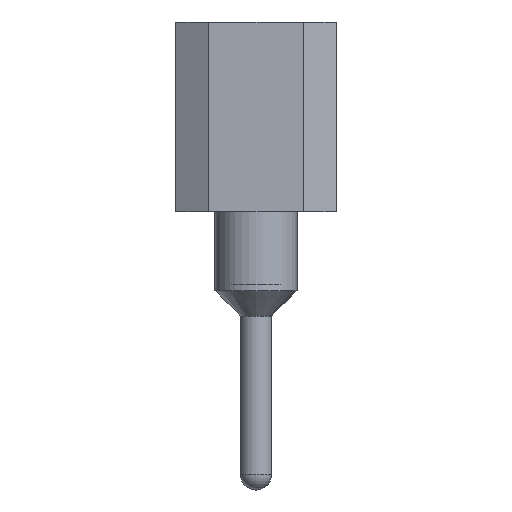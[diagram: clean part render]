
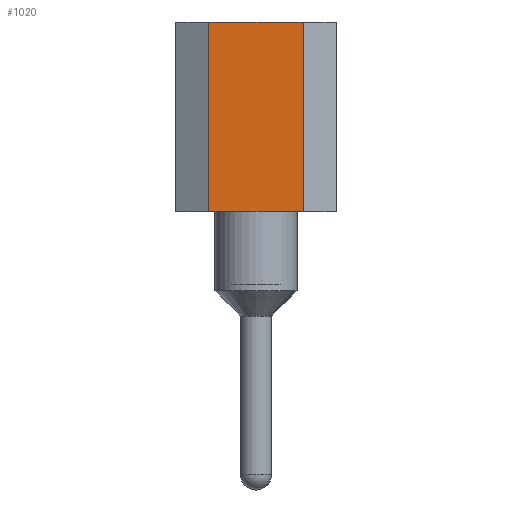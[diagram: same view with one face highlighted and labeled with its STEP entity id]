
A CAD part, left-side view. The second image highlights one B-rep face of the part: STEP entity #1020.
In plain terms, the highlighted planar face has unit normal (-1, 0, 0).
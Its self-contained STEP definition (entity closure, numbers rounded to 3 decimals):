
#1020=ADVANCED_FACE('',(#9782),#9784,.T.);
#9782=FACE_BOUND('',#9783,.T.);
#9783=EDGE_LOOP('',(#17047,#17048,#17049,#17050));
#9784=PLANE('',#9785);
#9785=AXIS2_PLACEMENT_3D('',#9786,#9787,#9788);
#9786=CARTESIAN_POINT('',(-1.27,0.75,1.65));
#9787=DIRECTION('',(-1.,0.,0.));
#9788=DIRECTION('',(0.,-1.,0.));
#17047=ORIENTED_EDGE('',*,*,#20698,.T.);
#17048=ORIENTED_EDGE('',*,*,#20864,.T.);
#17049=ORIENTED_EDGE('',*,*,#20495,.F.);
#17050=ORIENTED_EDGE('',*,*,#20863,.F.);
#20495=EDGE_CURVE('',#22488,#22490,#22491,.T.);
#20698=EDGE_CURVE('',#22896,#22894,#22897,.T.);
#20863=EDGE_CURVE('',#22896,#22488,#23221,.T.);
#20864=EDGE_CURVE('',#22894,#22490,#23222,.T.);
#22488=VERTEX_POINT('',#25868);
#22490=VERTEX_POINT('',#25872);
#22491=LINE('',#25873,#25874);
#22894=VERTEX_POINT('',#26719);
#22896=VERTEX_POINT('',#26723);
#22897=LINE('',#26724,#26725);
#23221=LINE('',#27379,#27380);
#23222=LINE('',#27382,#27383);
#25868=CARTESIAN_POINT('',(-1.27,0.75,4.65));
#25872=CARTESIAN_POINT('',(-1.27,-0.75,4.65));
#25873=CARTESIAN_POINT('',(-1.27,0.75,4.65));
#25874=VECTOR('',#25875,1.);
#25875=DIRECTION('',(0.,-1.,0.));
#26719=CARTESIAN_POINT('',(-1.27,-0.75,1.65));
#26723=CARTESIAN_POINT('',(-1.27,0.75,1.65));
#26724=CARTESIAN_POINT('',(-1.27,0.75,1.65));
#26725=VECTOR('',#26726,1.);
#26726=DIRECTION('',(0.,-1.,0.));
#27379=CARTESIAN_POINT('',(-1.27,0.75,1.65));
#27380=VECTOR('',#27381,1.);
#27381=DIRECTION('',(0.,0.,1.));
#27382=CARTESIAN_POINT('',(-1.27,-0.75,1.65));
#27383=VECTOR('',#27384,1.);
#27384=DIRECTION('',(0.,0.,1.));
